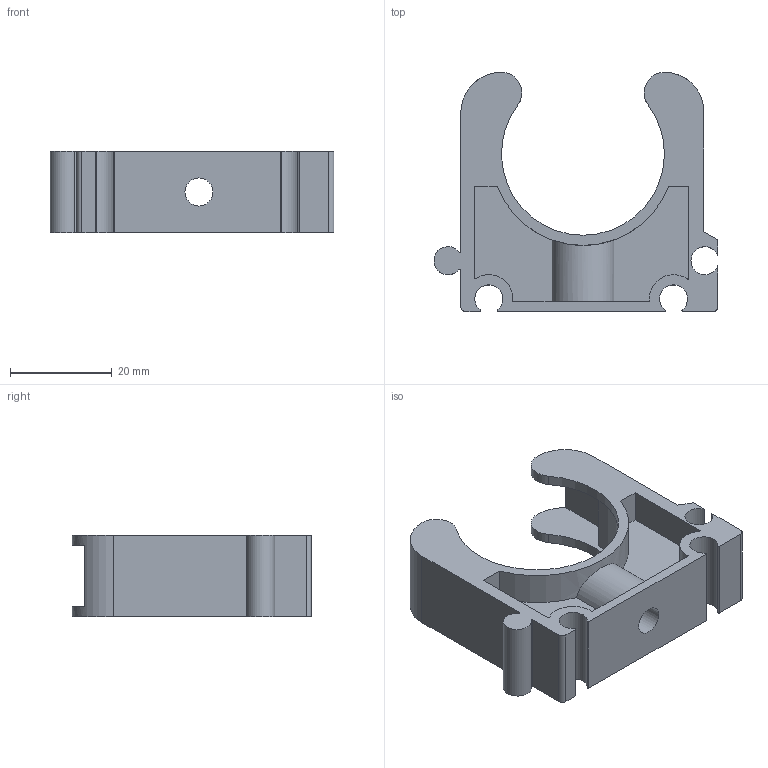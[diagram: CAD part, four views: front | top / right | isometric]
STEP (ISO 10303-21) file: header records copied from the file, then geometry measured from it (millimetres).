
FILE_DESCRIPTION( ( 'STEP AP214' ), ' ' );
FILE_NAME( '5.25.032.stp', '2015-08-26T12:28:38', ( '' ), ( '' ), ' ', 'PARTsolutions', ' ' );
FILE_SCHEMA( ( 'AUTOMOTIVE_DESIGN { 1 0 10303 214 1 1 1 1 }' ) );
Length unit declared in the file: millimetre
Products named in the file (1): _5.25.032
Bounding box: 55.74 x 47 x 16 mm (x, y, z)
Volume: 10649.7 mm3; surface area: 9818.2 mm2
Topology: 1 solids, 1 shells, 67 faces, 186 edges, 124 vertices
Faces by surface type: cylinder 35, plane 32
Full cylindrical faces by diameter (mm): 5.5 x1, 10.5 x1
Entity records: 2830 total; most frequent: CARTESIAN_POINT 493, DIRECTION 390, ORIENTED_EDGE 368, EDGE_CURVE 184, AXIS2_PLACEMENT_3D 141, VERTEX_POINT 124, LINE 108, VECTOR 108
